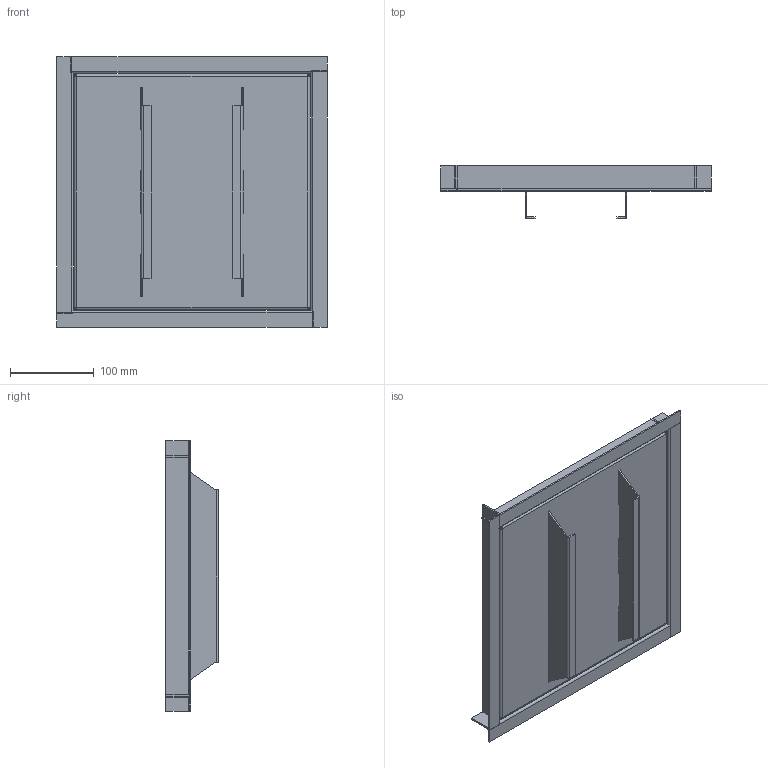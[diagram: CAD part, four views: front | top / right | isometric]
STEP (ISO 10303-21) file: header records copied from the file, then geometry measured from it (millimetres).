
FILE_DESCRIPTION (( 'STEP AP214' ), '1' );
FILE_NAME ('7405900_KSTP1.stp', '2016-10-14T11:47:57', ( '' ), ( '' ), 'SwSTEP 2.0', 'SolidWorks 2016', '' );
FILE_SCHEMA (( 'AUTOMOTIVE_DESIGN' ));
Length unit declared in the file: millimetre
Products named in the file (6): 43812AA_Standard; 7405900_KSTP1; 079347_39408072T1_H= 29_VA; 40546AA_39409820_250_H=30_VA; 40466AB_H= 19mm_VA; 43816AA_Standard
Assembly tree (9 placements, depth 3):
  7405900_KSTP1
    40466AB_H= 19mm_VA
      079347_39408072T1_H= 29_VA
      43816AA_Standard  x2
      43812AA_Standard
    40546AA_39409820_250_H=30_VA  x4
Bounding box: 323.8 x 63 x 323.8 mm (x, y, z)
Volume: 679544.4 mm3; surface area: 544647.2 mm2
Topology: 8 solids, 8 shells, 184 faces, 424 edges, 256 vertices
Faces by surface type: plane 164, cylinder 20
Entity records: 3784 total; most frequent: CARTESIAN_POINT 621, ORIENTED_EDGE 600, DIRECTION 598, EDGE_CURVE 300, VECTOR 276, LINE 276, VERTEX_POINT 184, AXIS2_PLACEMENT_3D 161
